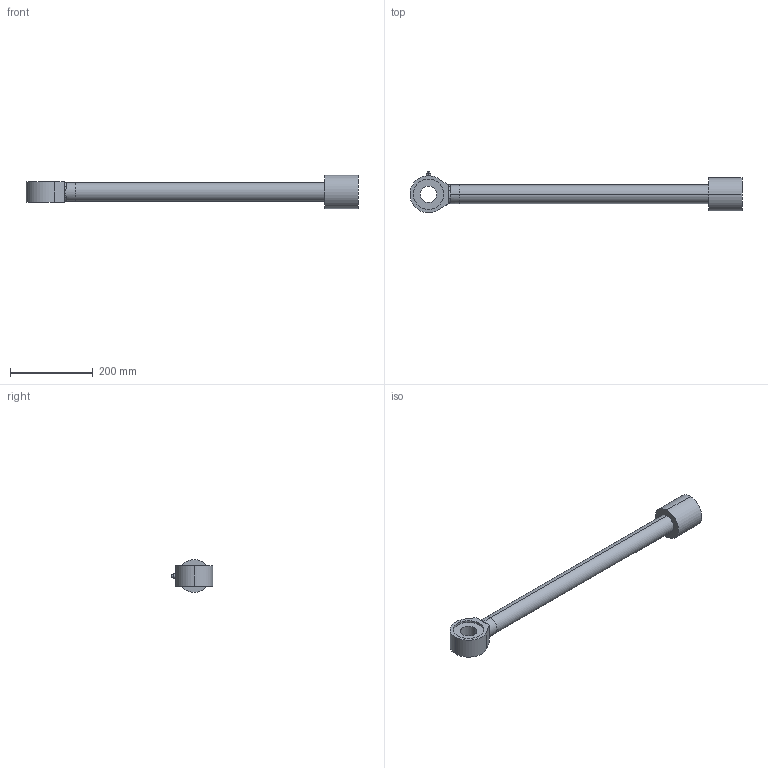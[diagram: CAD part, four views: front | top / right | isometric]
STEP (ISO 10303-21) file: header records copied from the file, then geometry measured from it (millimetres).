
FILE_DESCRIPTION (( 'STEP AP203' ), '1' );
FILE_NAME ('杆_动臂油缸_HSG80／45-900_85_sldprt.STEP', '2024-04-30T10:36:10', ( '' ), ( '' ), 'SwSTEP 2.0', 'SolidWorks 2022', '' );
FILE_SCHEMA (( 'CONFIG_CONTROL_DESIGN' ));
Length unit declared in the file: millimetre
Products named in the file (1): 杆_动臂油缸_HSG80／45-900_85_sldprt
Bounding box: 802.77 x 100.41 x 80 mm (x, y, z)
Volume: 1640713.9 mm3; surface area: 152150.9 mm2
Topology: 2 solids, 2 shells, 44 faces, 99 edges, 60 vertices
Faces by surface type: cylinder 18, plane 16, bspline 6, torus 4
Entity records: 1748 total; most frequent: CARTESIAN_POINT 706, DIRECTION 211, ORIENTED_EDGE 190, EDGE_CURVE 95, AXIS2_PLACEMENT_3D 87, VERTEX_POINT 60, EDGE_LOOP 51, CIRCLE 48
